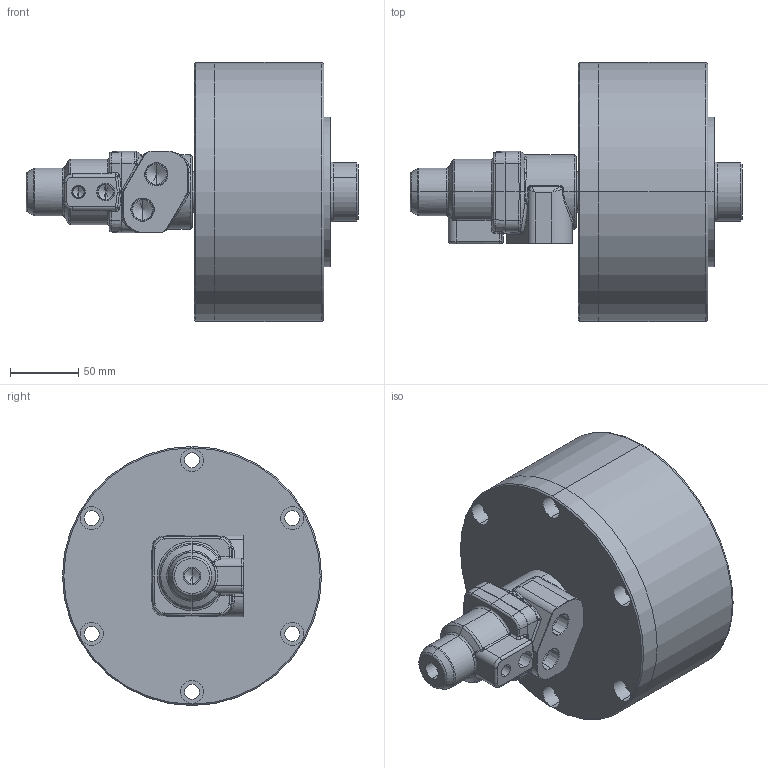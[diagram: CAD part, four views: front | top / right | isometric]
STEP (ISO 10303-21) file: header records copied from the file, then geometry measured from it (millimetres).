
FILE_DESCRIPTION (( 'STEP AP203' ), '1' );
FILE_NAME ('RL-150N²Õ¦X¥ó.STEP', '2011-03-16T09:56:17', ( 'user' ), ( '' ), 'SwSTEP 2.0', 'SolidWorks 2010', '' );
FILE_SCHEMA (( 'CONFIG_CONTROL_DESIGN' ));
Length unit declared in the file: metre
Products named in the file (7): RL-100閥體; RL-100閥蓋組; RL-150N閥軸; RL-100閥蓋; RL-150活塞; RK-150缸體; RL-150N組合件
Assembly tree (6 placements, depth 3):
  RL-150N組合件
    RL-150活塞
    RK-150缸體
    RL-100閥體
    RL-150N閥軸
    RL-100閥蓋組
      RL-100閥蓋
Bounding box: 243.5 x 190 x 190 mm (x, y, z)
Volume: 2438905.8 mm3; surface area: 332846.9 mm2
Topology: 5 solids, 5 shells, 436 faces, 1003 edges, 584 vertices
Faces by surface type: cylinder 170, plane 85, cone 79, bspline 71, torus 29, sphere 2
Entity records: 23385 total; most frequent: CARTESIAN_POINT 13184, DIRECTION 1997, ORIENTED_EDGE 1922, EDGE_CURVE 961, AXIS2_PLACEMENT_3D 824, VERTEX_POINT 584, EDGE_LOOP 513, CIRCLE 449
